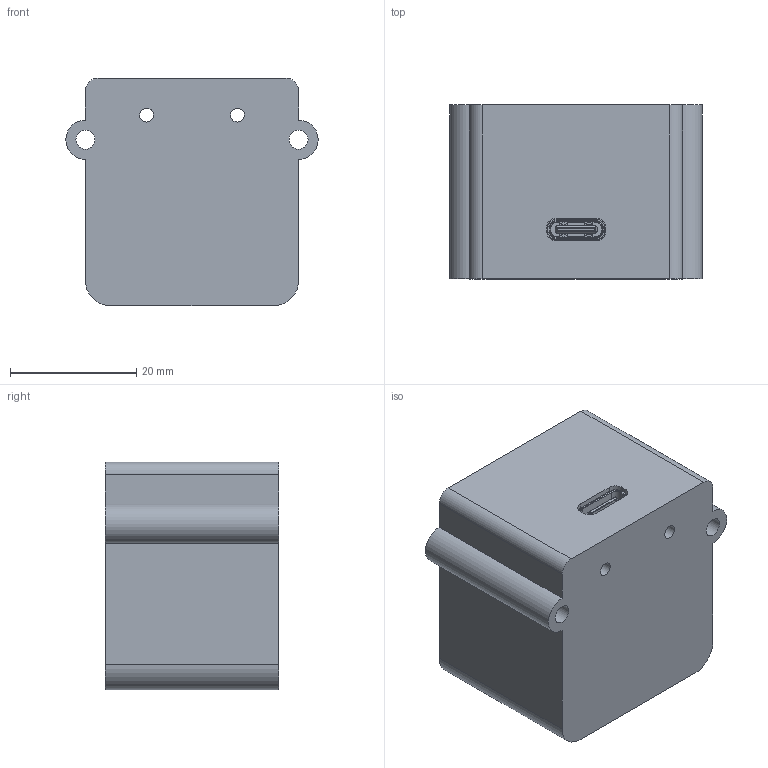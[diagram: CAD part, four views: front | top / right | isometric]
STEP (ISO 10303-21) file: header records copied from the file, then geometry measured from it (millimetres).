
FILE_DESCRIPTION(/* description */ (''),/* implementation_level */ '2;1');
FILE_NAME(/* name */ 'PPSTriggerCase v8.step',/* time_stamp */ '2024-09-12T19:24:51-07:00',/* author */ (''),/* organization */ (''),/* preprocessor_version */ 'ST-DEVELOPER v20',/* originating_system */ 'Autodesk Translation Framework v13.14.0.145',/* authorisation */ '');
FILE_SCHEMA (('AUTOMOTIVE_DESIGN { 1 0 10303 214 3 1 1 }'));
Products named in the file (29): PPSTriggerCase; PPSTriggerV2; TerminalBlock_Phoenix_PT-1,5-2-5.0-H_1x02_P5.00mm_Horizontal; SOLID; LED_0603_1608Metric; SOLID (2); D_SMF; SOLID (3); QFN-24-1EP_4x4mm_P0.5mm_EP2.6x2.6mm; SOLID (4); C_0805_2012Metric; SOLID (5); SOT-23-5; SOLID (6); USB C 16; COMPOUND; D_SOD-123; SOLID (8); C_0402_1005Metric; SOLID (7); Potentiometer_Bourns_3314J_Vertical; SOLID (9); TPS259474ARPWR; COMPOUND (1); R_0402_1005Metric; SOLID (1); TSSOP-20_4.4x6.5mm_P0.65mm; SOLID (10); PPSTrigger PCB
Assembly tree (38 placements, depth 4):
  PPSTriggerCase
    PPSTriggerV2
      TerminalBlock_Phoenix_PT-1,5-2-5.0-H_1x02_P5.00mm_Horizontal
        SOLID
      R_0402_1005Metric  x6
        SOLID (1)
      LED_0603_1608Metric
        SOLID (2)
      D_SMF
        SOLID (3)
      QFN-24-1EP_4x4mm_P0.5mm_EP2.6x2.6mm
        SOLID (4)
      C_0805_2012Metric
        SOLID (5)
      SOT-23-5
        SOLID (6)
      C_0402_1005Metric  x6
        SOLID (7)
      USB C 16
        COMPOUND
      D_SOD-123
        SOLID (8)
      Potentiometer_Bourns_3314J_Vertical
        SOLID (9)
      TPS259474ARPWR
        COMPOUND (1)
      TSSOP-20_4.4x6.5mm_P0.65mm
        SOLID (10)
      PPSTrigger PCB
Bounding box: 39.9 x 27.5 x 36 mm (x, y, z)
Volume: 12331.7 mm3; surface area: 12600.4 mm2
Topology: 57 solids, 69 shells, 3640 faces, 10005 edges, 6513 vertices
Faces by surface type: plane 2685, cylinder 911, cone 30, sphere 6, bspline 4, torus 4
Full cylindrical faces by diameter (mm): 0.2 x2, 0.5 x4, 1 x4, 1.3 x2, 2.2 x4, 3 x2, 3.8 x2, 4 x2
Entity records: 108814 total; most frequent: CARTESIAN_POINT 19596, ORIENTED_EDGE 18602, DIRECTION 17751, EDGE_CURVE 9301, LINE 7493, VECTOR 7493, VERTEX_POINT 6053, AXIS2_PLACEMENT_3D 5129
